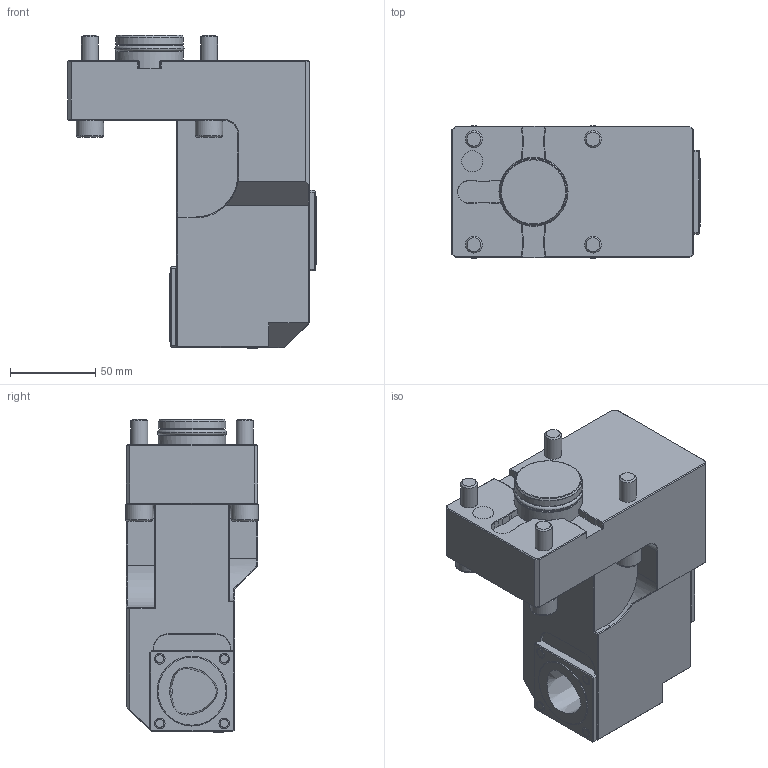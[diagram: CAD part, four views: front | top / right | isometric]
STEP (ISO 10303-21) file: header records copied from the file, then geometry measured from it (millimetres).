
FILE_DESCRIPTION(/* description */ (''),/* implementation_level */ '2;1');
FILE_NAME(/* name */ '1617108189681.stp',/* time_stamp */ '2021-03-30T14:43:15+02:00',/* author */ (''),/* organization */ ('SMS'),/* preprocessor_version */ 'ST-DEVELOPER v16.7',/* originating_system */ 'SIEMENS PLM Software NX 12.0',/* authorisation */ '');
FILE_SCHEMA (('AUTOMOTIVE_DESIGN { 1 0 10303 214 3 1 1 1 }'));
Length unit declared in the file: millimetre
Products named in the file (1): 203456190mod000_00
Bounding box: 146 x 78 x 184.54 mm (x, y, z)
Volume: 1035498.9 mm3; surface area: 88741 mm2
Topology: 1 solids, 1 shells, 295 faces, 732 edges, 464 vertices
Faces by surface type: plane 195, cylinder 44, cone 32, torus 12, sphere 9, bspline 3
Full cylindrical faces by diameter (mm): 2.5 x2, 5.7 x1, 7.2 x4, 10 x4, 12.4 x1, 16 x4, 35.2 x1, 39.9 x2, 40 x1, 40.6 x1
Entity records: 8635 total; most frequent: CARTESIAN_POINT 1938, DIRECTION 1356, ORIENTED_EDGE 1306, EDGE_CURVE 653, AXIS2_PLACEMENT_3D 455, LINE 446, VECTOR 446, VERTEX_POINT 434
